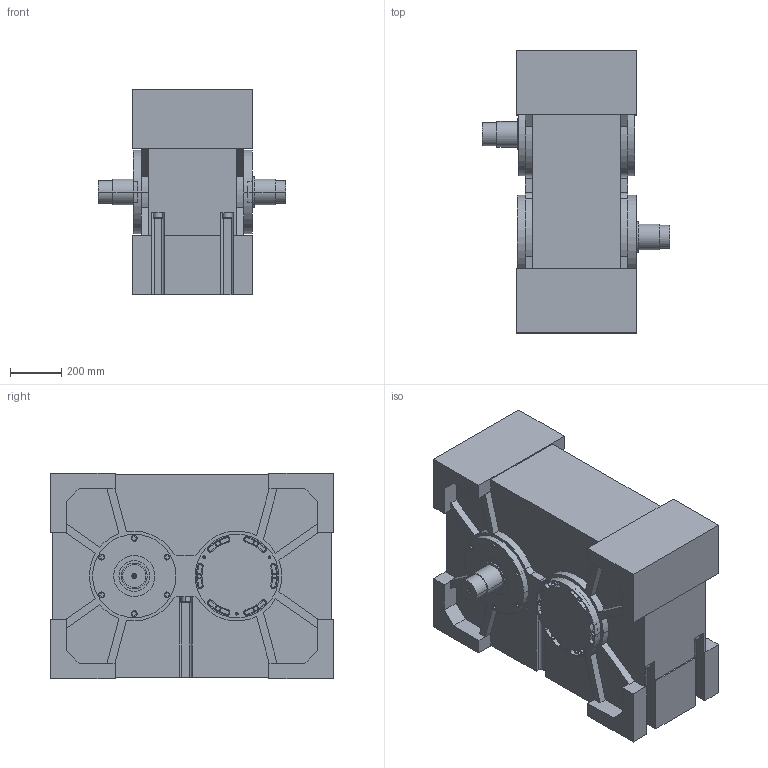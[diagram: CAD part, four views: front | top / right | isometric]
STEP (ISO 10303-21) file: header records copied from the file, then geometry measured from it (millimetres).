
FILE_DESCRIPTION (( 'STEP AP203' ), '1' );
FILE_NAME ('PC400.STEP', '2025-06-24T00:33:35', ( '' ), ( '' ), 'SwSTEP 2.0', 'SolidWorks 2018', '' );
FILE_SCHEMA (( 'CONFIG_CONTROL_DESIGN' ));
Length unit declared in the file: millimetre
Products named in the file (1): PC400
Bounding box: 731 x 1100 x 800 mm (x, y, z)
Volume: 331325275.1 mm3; surface area: 4323101.5 mm2
Topology: 1 solids, 1 shells, 1076 faces, 2767 edges, 1798 vertices
Faces by surface type: plane 610, cylinder 330, bspline 68, torus 36, cone 32
Entity records: 36352 total; most frequent: CARTESIAN_POINT 9774, ORIENTED_EDGE 5502, DIRECTION 5477, EDGE_CURVE 2751, AXIS2_PLACEMENT_3D 1853, VERTEX_POINT 1798, LINE 1771, VECTOR 1771
